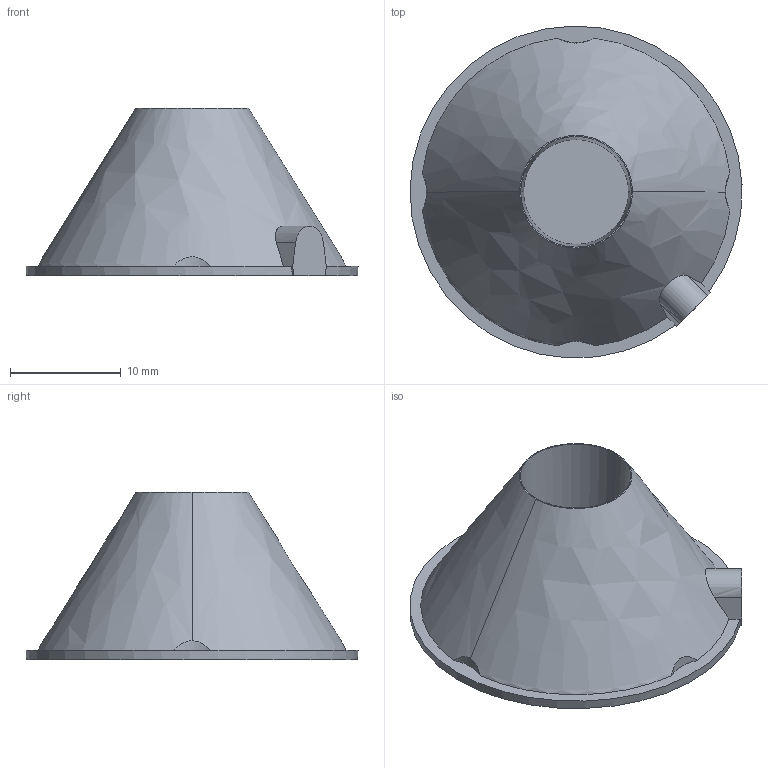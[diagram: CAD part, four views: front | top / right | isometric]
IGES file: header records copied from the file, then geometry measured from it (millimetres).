
Start section:  PTC IGES file: 10755_Iss1_080509.igs
Global section: file name: 10755_Iss1_080509.igs; native system: Pro/ENGINEER by Parametric Technology Corporation; preprocessor: 2008310; author: bercotb; organization: Unknown; date: 20091113.160547; units: millimetre
Bounding box: 29.98 x 29.98 x 15.15 mm (x, y, z)
Surface area: 2208 mm2 (no closed solid volume)
Topology: 0 solids, 0 shells, 19 faces, 92 edges, 92 vertices
Faces by surface type: revolution 10, bspline 9
